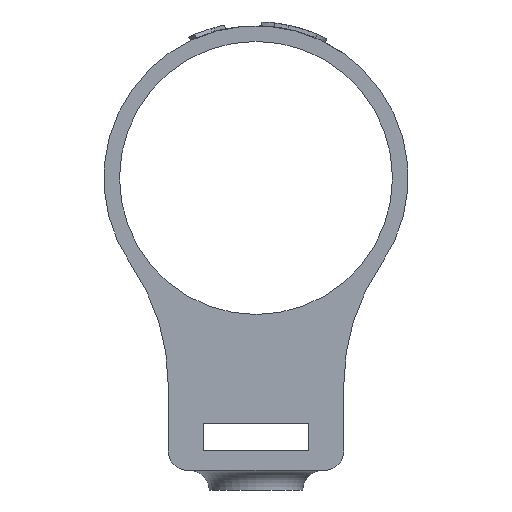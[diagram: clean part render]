
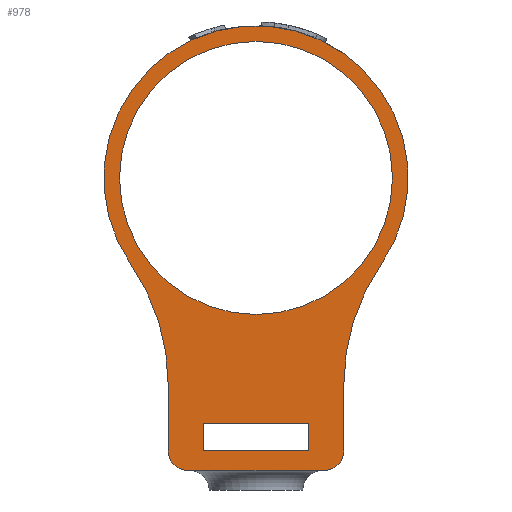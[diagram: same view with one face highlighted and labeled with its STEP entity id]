
A CAD part, front view. The second image highlights one B-rep face of the part: STEP entity #978.
In plain terms, the highlighted planar face has unit normal (0, -1, 0).
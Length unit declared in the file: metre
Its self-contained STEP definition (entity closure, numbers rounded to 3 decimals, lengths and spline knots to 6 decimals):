
#49=PLANE('',#1066);
#157=LINE('',#1421,#198);
#161=LINE('',#1436,#202);
#165=LINE('',#1448,#206);
#169=LINE('',#1457,#210);
#172=LINE('',#1465,#213);
#175=LINE('',#1473,#216);
#177=LINE('',#1476,#218);
#198=VECTOR('',#1120,1.);
#202=VECTOR('',#1138,1.);
#206=VECTOR('',#1150,1.);
#210=VECTOR('',#1156,1.);
#213=VECTOR('',#1163,1.);
#216=VECTOR('',#1170,1.);
#218=VECTOR('',#1174,1.);
#332=ORIENTED_EDGE('',*,*,#536,.T.);
#333=ORIENTED_EDGE('',*,*,#586,.F.);
#334=ORIENTED_EDGE('',*,*,#589,.T.);
#335=ORIENTED_EDGE('',*,*,#592,.T.);
#336=ORIENTED_EDGE('',*,*,#607,.T.);
#337=ORIENTED_EDGE('',*,*,#577,.T.);
#338=ORIENTED_EDGE('',*,*,#581,.T.);
#339=ORIENTED_EDGE('',*,*,#584,.F.);
#340=ORIENTED_EDGE('',*,*,#595,.F.);
#341=ORIENTED_EDGE('',*,*,#599,.F.);
#342=ORIENTED_EDGE('',*,*,#603,.T.);
#343=ORIENTED_EDGE('',*,*,#609,.F.);
#344=ORIENTED_EDGE('',*,*,#612,.F.);
#536=EDGE_CURVE('',#689,#690,#793,.T.);
#577=EDGE_CURVE('',#730,#731,#799,.T.);
#581=EDGE_CURVE('',#731,#734,#157,.T.);
#584=EDGE_CURVE('',#689,#734,#801,.T.);
#586=EDGE_CURVE('',#736,#690,#803,.T.);
#589=EDGE_CURVE('',#736,#738,#161,.T.);
#592=EDGE_CURVE('',#738,#740,#805,.T.);
#595=EDGE_CURVE('',#742,#743,#165,.T.);
#599=EDGE_CURVE('',#746,#742,#169,.T.);
#603=EDGE_CURVE('',#746,#749,#172,.T.);
#607=EDGE_CURVE('',#740,#730,#175,.T.);
#609=EDGE_CURVE('',#743,#749,#177,.T.);
#612=EDGE_CURVE('',#753,#753,#810,.T.);
#689=VERTEX_POINT('',#1239);
#690=VERTEX_POINT('',#1240);
#730=VERTEX_POINT('',#1413);
#731=VERTEX_POINT('',#1414);
#734=VERTEX_POINT('',#1422);
#736=VERTEX_POINT('',#1431);
#738=VERTEX_POINT('',#1437);
#740=VERTEX_POINT('',#1443);
#742=VERTEX_POINT('',#1449);
#743=VERTEX_POINT('',#1450);
#746=VERTEX_POINT('',#1458);
#749=VERTEX_POINT('',#1466);
#753=VERTEX_POINT('',#1482);
#793=CIRCLE('',#1035,0.0078);
#799=CIRCLE('',#1042,0.001);
#801=CIRCLE('',#1046,0.010874);
#803=CIRCLE('',#1049,0.010874);
#805=CIRCLE('',#1053,0.001);
#810=CIRCLE('',#1064,0.007);
#838=EDGE_LOOP('',(#332,#333,#334,#335,#336,#337,#338,#339));
#839=EDGE_LOOP('',(#340,#341,#342,#343));
#840=EDGE_LOOP('',(#344));
#907=FACE_BOUND('',#838,.T.);
#908=FACE_BOUND('',#839,.T.);
#909=FACE_BOUND('',#840,.T.);
#978=ADVANCED_FACE('',(#907,#908,#909),#49,.T.);
#1035=AXIS2_PLACEMENT_3D('',#1238,#1091,#1092);
#1042=AXIS2_PLACEMENT_3D('',#1412,#1112,#1113);
#1046=AXIS2_PLACEMENT_3D('',#1427,#1125,#1126);
#1049=AXIS2_PLACEMENT_3D('',#1430,#1131,#1132);
#1053=AXIS2_PLACEMENT_3D('',#1442,#1143,#1144);
#1064=AXIS2_PLACEMENT_3D('',#1481,#1180,#1181);
#1066=AXIS2_PLACEMENT_3D('',#1484,#1184,#1185);
#1091=DIRECTION('',(0.,-1.,0.));
#1092=DIRECTION('',(1.,0.,0.));
#1112=DIRECTION('',(0.,-1.,0.));
#1113=DIRECTION('',(1.,0.,0.));
#1120=DIRECTION('',(0.,0.,1.));
#1125=DIRECTION('',(0.,-1.,0.));
#1126=DIRECTION('',(1.,0.,0.));
#1131=DIRECTION('',(0.,-1.,0.));
#1132=DIRECTION('',(1.,0.,0.));
#1138=DIRECTION('',(0.,0.,-1.));
#1143=DIRECTION('',(0.,-1.,0.));
#1144=DIRECTION('',(1.,0.,0.));
#1150=DIRECTION('',(-1.,0.,0.));
#1156=DIRECTION('',(0.,0.,1.));
#1163=DIRECTION('',(-1.,0.,0.));
#1170=DIRECTION('',(1.,0.,0.));
#1174=DIRECTION('',(0.,0.,-1.));
#1180=DIRECTION('',(0.,-1.,0.));
#1181=DIRECTION('',(1.,0.,0.));
#1184=DIRECTION('',(0.,-1.,0.));
#1185=DIRECTION('',(1.,0.,0.));
#1238=CARTESIAN_POINT('',(-0.01085,-0.109733,0.012671));
#1239=CARTESIAN_POINT('',(-0.004428,-0.109733,0.008244));
#1240=CARTESIAN_POINT('',(-0.017272,-0.109733,0.008244));
#1412=CARTESIAN_POINT('',(-0.00735,-0.109733,-0.001329));
#1413=CARTESIAN_POINT('',(-0.00735,-0.109733,-0.002329));
#1414=CARTESIAN_POINT('',(-0.00635,-0.109733,-0.001329));
#1421=CARTESIAN_POINT('',(-0.00635,-0.109733,0.000371));
#1422=CARTESIAN_POINT('',(-0.00635,-0.109733,0.002071));
#1427=CARTESIAN_POINT('',(0.004524,-0.109733,0.002071));
#1430=CARTESIAN_POINT('',(-0.026224,-0.109733,0.002071));
#1431=CARTESIAN_POINT('',(-0.01535,-0.109733,0.002071));
#1436=CARTESIAN_POINT('',(-0.01535,-0.109733,0.000371));
#1437=CARTESIAN_POINT('',(-0.01535,-0.109733,-0.001329));
#1442=CARTESIAN_POINT('',(-0.01435,-0.109733,-0.001329));
#1443=CARTESIAN_POINT('',(-0.01435,-0.109733,-0.002329));
#1448=CARTESIAN_POINT('',(-0.01085,-0.109733,0.000071));
#1449=CARTESIAN_POINT('',(-0.00815,-0.109733,0.000071));
#1450=CARTESIAN_POINT('',(-0.01355,-0.109733,0.000071));
#1457=CARTESIAN_POINT('',(-0.00815,-0.109733,-0.000629));
#1458=CARTESIAN_POINT('',(-0.00815,-0.109733,-0.001329));
#1465=CARTESIAN_POINT('',(-0.01085,-0.109733,-0.001329));
#1466=CARTESIAN_POINT('',(-0.01355,-0.109733,-0.001329));
#1473=CARTESIAN_POINT('',(-0.01085,-0.109733,-0.002329));
#1476=CARTESIAN_POINT('',(-0.01355,-0.109733,-0.000629));
#1481=CARTESIAN_POINT('',(-0.01085,-0.109733,0.012671));
#1482=CARTESIAN_POINT('',(-0.00385,-0.109733,0.012671));
#1484=CARTESIAN_POINT('',(-0.01085,-0.109733,0.009071));
